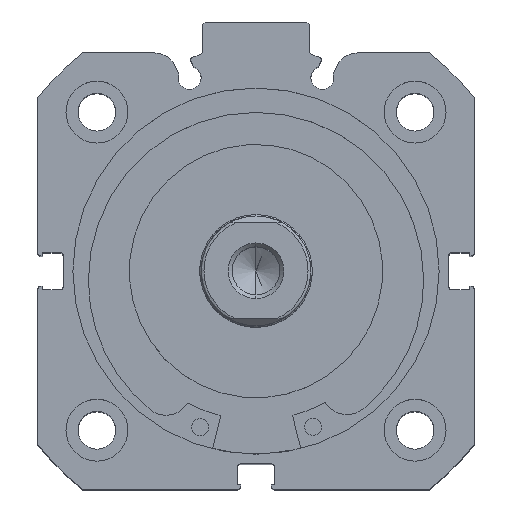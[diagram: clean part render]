
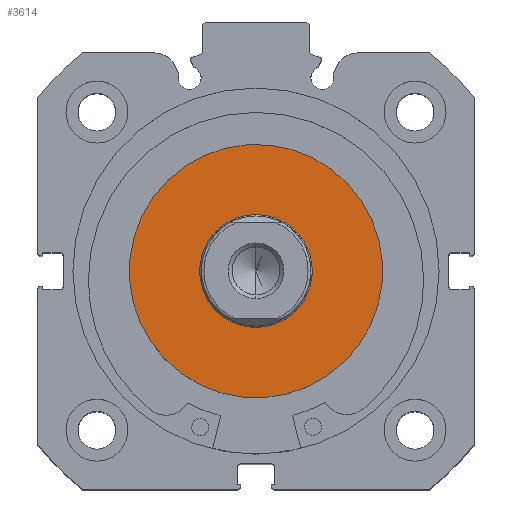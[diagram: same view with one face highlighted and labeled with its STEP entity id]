
A CAD part, top view. The second image highlights one B-rep face of the part: STEP entity #3614.
In plain terms, the highlighted face is planar.
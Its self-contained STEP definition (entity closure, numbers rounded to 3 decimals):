
#40 = DIRECTION ( 'NONE',  ( 0., 0., 1. ) ) ;
#42 = DIRECTION ( 'NONE',  ( -1., 0., 0. ) ) ;
#113 = CARTESIAN_POINT ( 'NONE',  ( 0., 0., 0. ) ) ;
#376 = DIRECTION ( 'NONE',  ( 0., 0., 1. ) ) ;
#380 = DIRECTION ( 'NONE',  ( -1., 0., 0. ) ) ;
#383 = CARTESIAN_POINT ( 'NONE',  ( 0., 0., 0. ) ) ;
#392 = DIRECTION ( 'NONE',  ( 0., 0., 1. ) ) ;
#394 = DIRECTION ( 'NONE',  ( -1., 0., 0. ) ) ;
#400 = CARTESIAN_POINT ( 'NONE',  ( 0., 0., 0. ) ) ;
#521 = DIRECTION ( 'NONE',  ( -1., 0., 0. ) ) ;
#523 = CARTESIAN_POINT ( 'NONE',  ( 0., 0., 0. ) ) ;
#526 = DIRECTION ( 'NONE',  ( 0., 0., 1. ) ) ;
#1742 = EDGE_CURVE ( 'NONE', #3401, #3400, #4978, .T. ) ;
#1790 = EDGE_CURVE ( 'NONE', #3400, #3401, #5099, .T. ) ;
#1792 = EDGE_CURVE ( 'NONE', #3405, #3404, #5101, .T. ) ;
#1822 = EDGE_CURVE ( 'NONE', #3404, #3405, #5140, .T. ) ;
#2118 = AXIS2_PLACEMENT_3D ( 'NONE', #523, #521, #526 ) ;
#2141 = AXIS2_PLACEMENT_3D ( 'NONE', #383, #380, #376 ) ;
#2143 = AXIS2_PLACEMENT_3D ( 'NONE', #400, #394, #392 ) ;
#2158 = AXIS2_PLACEMENT_3D ( 'NONE', #113, #42, #40 ) ;
#2314 = AXIS2_PLACEMENT_3D ( 'NONE', #6607, #6609, #6610 ) ;
#2568 = EDGE_LOOP ( 'NONE', ( #4182, #4181 ) ) ;
#2691 = EDGE_LOOP ( 'NONE', ( #4184, #4183 ) ) ;
#3400 = VERTEX_POINT ( 'NONE', #6269 ) ;
#3401 = VERTEX_POINT ( 'NONE', #6270 ) ;
#3404 = VERTEX_POINT ( 'NONE', #6273 ) ;
#3405 = VERTEX_POINT ( 'NONE', #6274 ) ;
#3614 = ADVANCED_FACE ( 'NONE', ( #5483, #5494 ), #6608, .F. ) ;
#4181 = ORIENTED_EDGE ( 'NONE', *, *, #1742, .T. ) ;
#4182 = ORIENTED_EDGE ( 'NONE', *, *, #1790, .T. ) ;
#4183 = ORIENTED_EDGE ( 'NONE', *, *, #1792, .F. ) ;
#4184 = ORIENTED_EDGE ( 'NONE', *, *, #1822, .F. ) ;
#4978 = CIRCLE ( 'NONE', #2118, 22.5 ) ;
#5099 = CIRCLE ( 'NONE', #2143, 22.5 ) ;
#5101 = CIRCLE ( 'NONE', #2141, 10. ) ;
#5140 = CIRCLE ( 'NONE', #2158, 10. ) ;
#5483 = FACE_BOUND ( 'NONE', #2691, .T. ) ;
#5494 = FACE_OUTER_BOUND ( 'NONE', #2568, .T. ) ;
#6269 = CARTESIAN_POINT ( 'NONE',  ( 0., 0., 22.5 ) ) ;
#6270 = CARTESIAN_POINT ( 'NONE',  ( 0., 0., -22.5 ) ) ;
#6273 = CARTESIAN_POINT ( 'NONE',  ( 0., 0., 10. ) ) ;
#6274 = CARTESIAN_POINT ( 'NONE',  ( 0., 0., -10. ) ) ;
#6607 = CARTESIAN_POINT ( 'NONE',  ( 0., 22.5, 0. ) ) ;
#6608 = PLANE ( 'NONE',  #2314 ) ;
#6609 = DIRECTION ( 'NONE',  ( 1., 0., 0. ) ) ;
#6610 = DIRECTION ( 'NONE',  ( 0., 0., -1. ) ) ;
